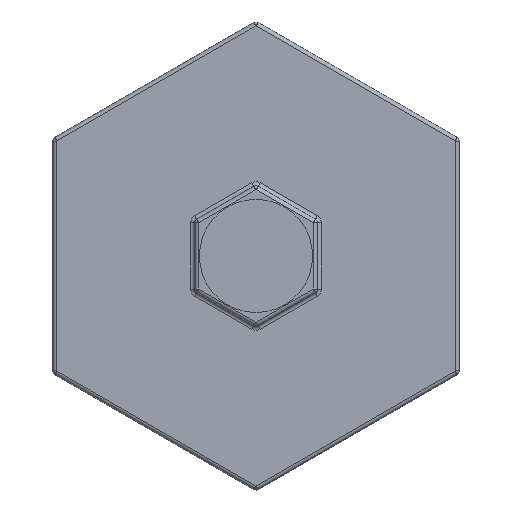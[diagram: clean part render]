
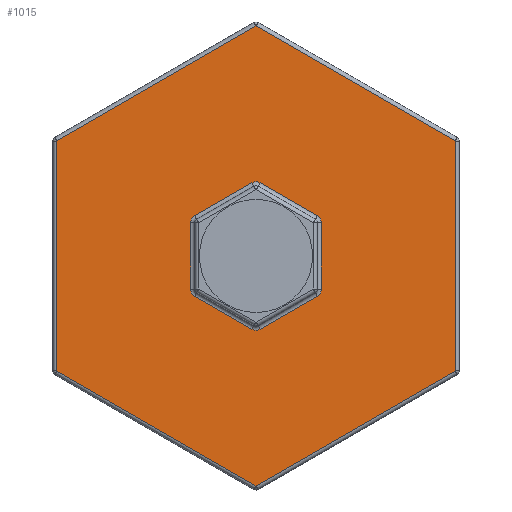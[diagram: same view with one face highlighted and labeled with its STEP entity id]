
A CAD part, top view. The second image highlights one B-rep face of the part: STEP entity #1015.
In plain terms, the highlighted planar face has unit normal (0, 0, 1).
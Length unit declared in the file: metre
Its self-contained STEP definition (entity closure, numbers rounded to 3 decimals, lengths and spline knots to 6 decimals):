
#73=CIRCLE('',#1106,0.004);
#74=CIRCLE('',#1107,0.004);
#75=CIRCLE('',#1108,0.004);
#76=CIRCLE('',#1109,0.004);
#77=CIRCLE('',#1110,0.004);
#78=CIRCLE('',#1111,0.004);
#177=ORIENTED_EDGE('',*,*,#481,.F.);
#178=ORIENTED_EDGE('',*,*,#482,.T.);
#179=ORIENTED_EDGE('',*,*,#483,.F.);
#180=ORIENTED_EDGE('',*,*,#484,.T.);
#181=ORIENTED_EDGE('',*,*,#485,.F.);
#182=ORIENTED_EDGE('',*,*,#486,.T.);
#183=ORIENTED_EDGE('',*,*,#487,.F.);
#184=ORIENTED_EDGE('',*,*,#488,.T.);
#185=ORIENTED_EDGE('',*,*,#489,.F.);
#186=ORIENTED_EDGE('',*,*,#490,.T.);
#187=ORIENTED_EDGE('',*,*,#491,.F.);
#188=ORIENTED_EDGE('',*,*,#492,.T.);
#189=ORIENTED_EDGE('',*,*,#493,.T.);
#190=ORIENTED_EDGE('',*,*,#494,.T.);
#191=ORIENTED_EDGE('',*,*,#495,.T.);
#192=ORIENTED_EDGE('',*,*,#496,.T.);
#193=ORIENTED_EDGE('',*,*,#497,.T.);
#194=ORIENTED_EDGE('',*,*,#498,.T.);
#481=EDGE_CURVE('',#633,#634,#73,.T.);
#482=EDGE_CURVE('',#633,#635,#713,.F.);
#483=EDGE_CURVE('',#636,#635,#74,.T.);
#484=EDGE_CURVE('',#636,#637,#714,.F.);
#485=EDGE_CURVE('',#638,#637,#75,.T.);
#486=EDGE_CURVE('',#638,#639,#715,.F.);
#487=EDGE_CURVE('',#640,#639,#76,.T.);
#488=EDGE_CURVE('',#640,#641,#716,.F.);
#489=EDGE_CURVE('',#642,#641,#77,.T.);
#490=EDGE_CURVE('',#642,#643,#717,.F.);
#491=EDGE_CURVE('',#644,#643,#78,.T.);
#492=EDGE_CURVE('',#644,#634,#718,.F.);
#493=EDGE_CURVE('',#645,#646,#719,.T.);
#494=EDGE_CURVE('',#646,#647,#720,.T.);
#495=EDGE_CURVE('',#647,#648,#721,.T.);
#496=EDGE_CURVE('',#648,#649,#722,.T.);
#497=EDGE_CURVE('',#649,#650,#723,.T.);
#498=EDGE_CURVE('',#650,#645,#724,.T.);
#633=VERTEX_POINT('',#1701);
#634=VERTEX_POINT('',#1702);
#635=VERTEX_POINT('',#1704);
#636=VERTEX_POINT('',#1706);
#637=VERTEX_POINT('',#1708);
#638=VERTEX_POINT('',#1710);
#639=VERTEX_POINT('',#1712);
#640=VERTEX_POINT('',#1714);
#641=VERTEX_POINT('',#1716);
#642=VERTEX_POINT('',#1718);
#643=VERTEX_POINT('',#1720);
#644=VERTEX_POINT('',#1722);
#645=VERTEX_POINT('',#1725);
#646=VERTEX_POINT('',#1726);
#647=VERTEX_POINT('',#1728);
#648=VERTEX_POINT('',#1730);
#649=VERTEX_POINT('',#1732);
#650=VERTEX_POINT('',#1734);
#713=LINE('',#1703,#785);
#714=LINE('',#1707,#786);
#715=LINE('',#1711,#787);
#716=LINE('',#1715,#788);
#717=LINE('',#1719,#789);
#718=LINE('',#1723,#790);
#719=LINE('',#1724,#791);
#720=LINE('',#1727,#792);
#721=LINE('',#1729,#793);
#722=LINE('',#1731,#794);
#723=LINE('',#1733,#795);
#724=LINE('',#1735,#796);
#785=VECTOR('',#1298,1.);
#786=VECTOR('',#1301,1.);
#787=VECTOR('',#1304,1.);
#788=VECTOR('',#1307,1.);
#789=VECTOR('',#1310,1.);
#790=VECTOR('',#1313,1.);
#791=VECTOR('',#1314,1.);
#792=VECTOR('',#1315,1.);
#793=VECTOR('',#1316,1.);
#794=VECTOR('',#1317,1.);
#795=VECTOR('',#1318,1.);
#796=VECTOR('',#1319,1.);
#839=EDGE_LOOP('',(#177,#178,#179,#180,#181,#182,#183,#184,#185,#186,#187,
#188));
#840=EDGE_LOOP('',(#189,#190,#191,#192,#193,#194));
#919=FACE_BOUND('',#839,.T.);
#920=FACE_BOUND('',#840,.T.);
#999=PLANE('',#1105);
#1015=ADVANCED_FACE('',(#919,#920),#999,.T.);
#1105=AXIS2_PLACEMENT_3D('',#1699,#1294,#1295);
#1106=AXIS2_PLACEMENT_3D('',#1700,#1296,#1297);
#1107=AXIS2_PLACEMENT_3D('',#1705,#1299,#1300);
#1108=AXIS2_PLACEMENT_3D('',#1709,#1302,#1303);
#1109=AXIS2_PLACEMENT_3D('',#1713,#1305,#1306);
#1110=AXIS2_PLACEMENT_3D('',#1717,#1308,#1309);
#1111=AXIS2_PLACEMENT_3D('',#1721,#1311,#1312);
#1294=DIRECTION('',(0.,0.,1.));
#1295=DIRECTION('',(1.,0.,0.));
#1296=DIRECTION('',(0.,0.,1.));
#1297=DIRECTION('',(1.,0.,0.));
#1298=DIRECTION('',(0.866,0.5,0.));
#1299=DIRECTION('',(0.,0.,1.));
#1300=DIRECTION('',(1.,0.,0.));
#1301=DIRECTION('',(0.866,-0.5,0.));
#1302=DIRECTION('',(0.,0.,1.));
#1303=DIRECTION('',(1.,0.,0.));
#1304=DIRECTION('',(0.,-1.,0.));
#1305=DIRECTION('',(0.,0.,1.));
#1306=DIRECTION('',(1.,0.,0.));
#1307=DIRECTION('',(-0.866,-0.5,0.));
#1308=DIRECTION('',(0.,0.,1.));
#1309=DIRECTION('',(1.,0.,0.));
#1310=DIRECTION('',(-0.866,0.5,0.));
#1311=DIRECTION('',(0.,0.,1.));
#1312=DIRECTION('',(1.,0.,0.));
#1313=DIRECTION('',(0.,1.,0.));
#1314=DIRECTION('',(0.866,-0.5,0.));
#1315=DIRECTION('',(0.866,0.5,0.));
#1316=DIRECTION('',(0.,1.,0.));
#1317=DIRECTION('',(-0.866,0.5,0.));
#1318=DIRECTION('',(-0.866,-0.5,0.));
#1319=DIRECTION('',(0.,-1.,0.));
#1699=CARTESIAN_POINT('',(0.,0.,0.01));
#1700=CARTESIAN_POINT('',(0.028039,-0.016188,0.01));
#1701=CARTESIAN_POINT('',(0.030039,-0.019652,0.01));
#1702=CARTESIAN_POINT('',(0.032039,-0.016188,0.01));
#1703=CARTESIAN_POINT('',(0.016019,-0.027746,0.01));
#1704=CARTESIAN_POINT('',(0.002,-0.03584,0.01));
#1705=CARTESIAN_POINT('',(0.,-0.032376,0.01));
#1706=CARTESIAN_POINT('',(-0.002,-0.03584,0.01));
#1707=CARTESIAN_POINT('',(-0.016019,-0.027746,0.01));
#1708=CARTESIAN_POINT('',(-0.030039,-0.019652,0.01));
#1709=CARTESIAN_POINT('',(-0.028039,-0.016188,0.01));
#1710=CARTESIAN_POINT('',(-0.032039,-0.016188,0.01));
#1711=CARTESIAN_POINT('',(-0.032039,0.,0.01));
#1712=CARTESIAN_POINT('',(-0.032039,0.016188,0.01));
#1713=CARTESIAN_POINT('',(-0.028039,0.016188,0.01));
#1714=CARTESIAN_POINT('',(-0.030039,0.019652,0.01));
#1715=CARTESIAN_POINT('',(-0.016019,0.027746,0.01));
#1716=CARTESIAN_POINT('',(-0.002,0.03584,0.01));
#1717=CARTESIAN_POINT('',(0.,0.032376,0.01));
#1718=CARTESIAN_POINT('',(0.002,0.03584,0.01));
#1719=CARTESIAN_POINT('',(0.016019,0.027746,0.01));
#1720=CARTESIAN_POINT('',(0.030039,0.019652,0.01));
#1721=CARTESIAN_POINT('',(0.028039,0.016188,0.01));
#1722=CARTESIAN_POINT('',(0.032039,0.016188,0.01));
#1723=CARTESIAN_POINT('',(0.032039,0.,0.01));
#1724=CARTESIAN_POINT('',(0.001,-0.11317,0.01));
#1725=CARTESIAN_POINT('',(-0.097508,-0.056296,0.01));
#1726=CARTESIAN_POINT('',(0.,-0.112593,0.01));
#1727=CARTESIAN_POINT('',(0.098508,-0.055719,0.01));
#1728=CARTESIAN_POINT('',(0.097508,-0.056296,0.01));
#1729=CARTESIAN_POINT('',(0.097508,0.057451,0.01));
#1730=CARTESIAN_POINT('',(0.097508,0.056296,0.01));
#1731=CARTESIAN_POINT('',(-0.001,0.11317,0.01));
#1732=CARTESIAN_POINT('',(0.,0.112593,0.01));
#1733=CARTESIAN_POINT('',(-0.098508,0.055719,0.01));
#1734=CARTESIAN_POINT('',(-0.097508,0.056296,0.01));
#1735=CARTESIAN_POINT('',(-0.097508,-0.057451,0.01));
